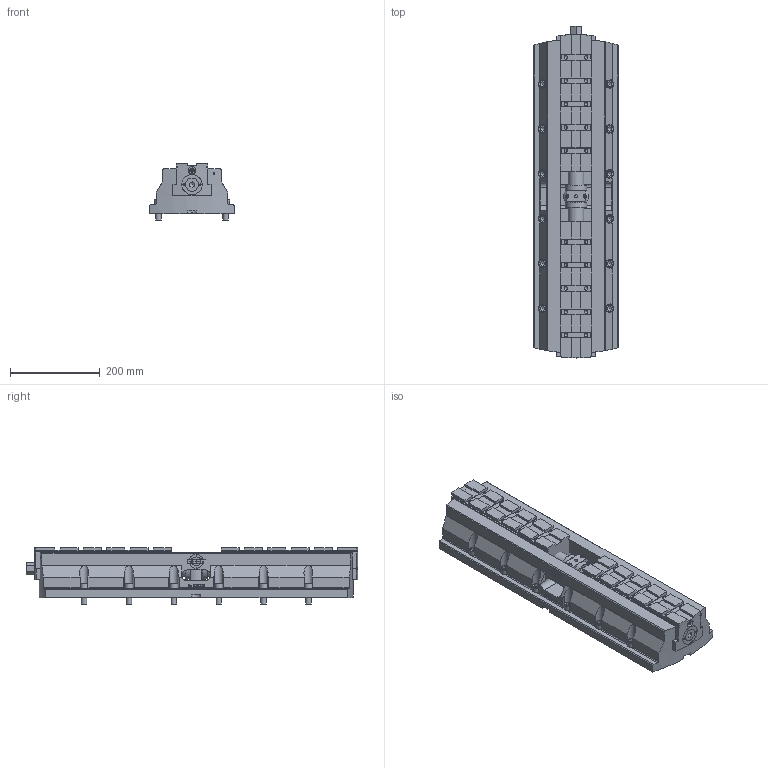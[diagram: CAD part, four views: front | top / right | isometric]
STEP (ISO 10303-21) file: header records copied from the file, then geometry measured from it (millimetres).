
FILE_DESCRIPTION(/* description */ ('Mech. Zentrierspanner BSM-700'),/* implementation_level */ '2;1');
FILE_NAME(/* name */ '200-0700-010_Kunde (verstellbar).stp',/* time_stamp */ '2023-01-13T13:57:24+01:00',/* author */ ('Chiacchiera'),/* organization */ (''),/* preprocessor_version */ 'ST-DEVELOPER v19.2',/* originating_system */ 'Autodesk Inventor 2023',/* authorisation */ '');
FILE_SCHEMA (('AUTOMOTIVE_DESIGN { 1 0 10303 214 3 1 1 }'));
Length unit declared in the file: millimetre
Products named in the file (3): 200-0700-010-Kunde (verstellbar); 200-0700-010-Basis (verstellbar); 200-0700-010-Backe (verstellbar)
Assembly tree (3 placements, depth 2):
  200-0700-010-Kunde (verstellbar)
    200-0700-010-Basis (verstellbar)
    200-0700-010-Backe (verstellbar)  x2
Bounding box: 190 x 740 x 127 mm (x, y, z)
Volume: 10704513.1 mm3; surface area: 956094.1 mm2
Topology: 3 solids, 7 shells, 1253 faces, 3262 edges, 2119 vertices
Faces by surface type: plane 785, cylinder 280, cone 98, bspline 52, torus 36, sphere 2
Full cylindrical faces by diameter (mm): 3 x4, 3.4 x4, 4.917 x4, 5 x3, 6.917 x1, 7 x2, 8 x2, 8.376 x20, 10 x1, 10.106 x3, 12 x13, 13 x6, 13.5 x12, 15 x6, 17 x2, 18 x12, 25 x3, 29 x4, 35 x2, 48 x2, 90 x1, 91 x1
Entity records: 36806 total; most frequent: CARTESIAN_POINT 9335, ORIENTED_EDGE 5598, DIRECTION 5188, EDGE_CURVE 2799, VERTEX_POINT 1843, LINE 1730, VECTOR 1730, AXIS2_PLACEMENT_3D 1729
